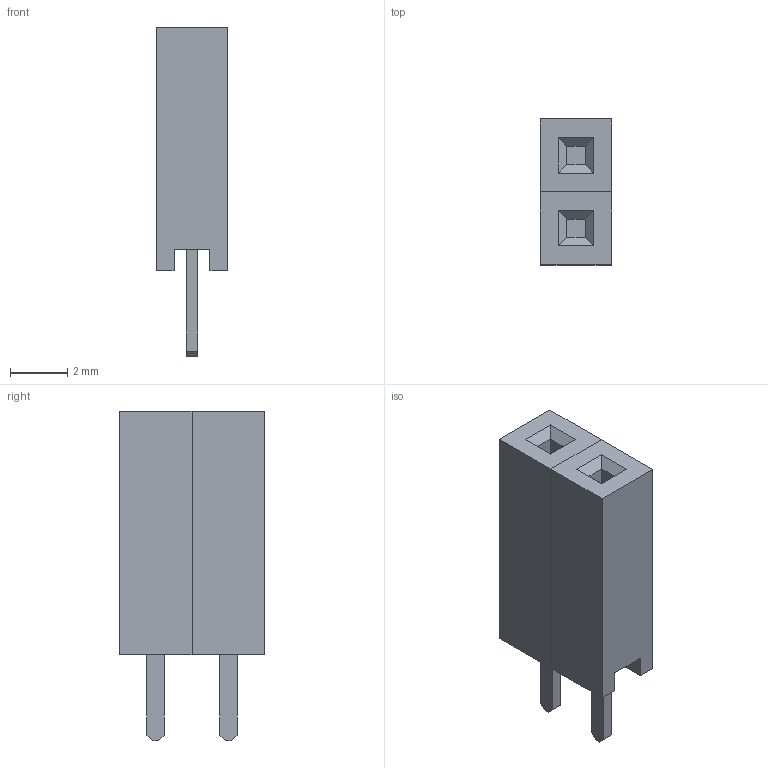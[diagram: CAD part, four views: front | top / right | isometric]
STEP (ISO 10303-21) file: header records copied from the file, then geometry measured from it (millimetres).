
FILE_DESCRIPTION(/* description */ (''),/* implementation_level */ '2;1');
FILE_NAME(/* name */ 'PBS-2.step',/* time_stamp */ '2021-11-04T16:18:35+03:00',/* author */ (''),/* organization */ (''),/* preprocessor_version */ 'ST-DEVELOPER v18.1',/* originating_system */ 'Autodesk Translation Framework v10.10.0.1391',/* authorisation */ '');
FILE_SCHEMA (('AUTOMOTIVE_DESIGN { 1 0 10303 214 3 1 1 }'));
Length unit declared in the file: millimetre
Products named in the file (1): PBS-2
Bounding box: 2.5 x 5.08 x 11.5 mm (x, y, z)
Volume: 99.7 mm3; surface area: 246.4 mm2
Topology: 4 solids, 4 shells, 54 faces, 124 edges, 80 vertices
Faces by surface type: plane 54
Entity records: 1528 total; most frequent: CARTESIAN_POINT 259, ORIENTED_EDGE 248, DIRECTION 234, LINE 124, VECTOR 124, EDGE_CURVE 124, VERTEX_POINT 80, EDGE_LOOP 56
